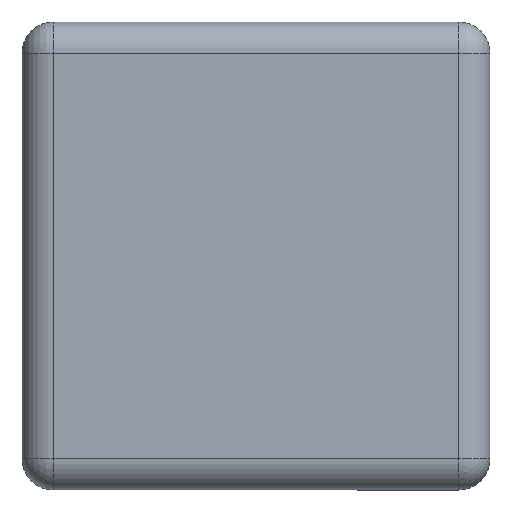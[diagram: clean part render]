
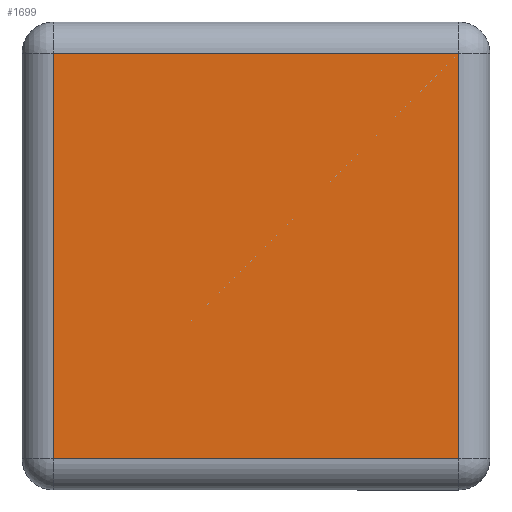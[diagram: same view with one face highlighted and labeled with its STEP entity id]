
A CAD part, left-side view. The second image highlights one B-rep face of the part: STEP entity #1699.
In plain terms, the highlighted planar face has unit normal (-1, 0, 0).
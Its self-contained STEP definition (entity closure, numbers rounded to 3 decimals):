
#35 = VECTOR ( 'NONE', #56, 1000. ) ;
#56 = DIRECTION ( 'NONE',  ( 0., -1., 0. ) ) ;
#141 = LINE ( 'NONE', #1052, #35 ) ;
#406 = CARTESIAN_POINT ( 'NONE',  ( -0.3, 0.13, -0.13 ) ) ;
#490 = VERTEX_POINT ( 'NONE', #1876 ) ;
#616 = ORIENTED_EDGE ( 'NONE', *, *, #1566, .T. ) ;
#660 = DIRECTION ( 'NONE',  ( 0., 0., -1. ) ) ;
#684 = VERTEX_POINT ( 'NONE', #1363 ) ;
#750 = LINE ( 'NONE', #2103, #2101 ) ;
#780 = EDGE_CURVE ( 'NONE', #2283, #684, #141, .T. ) ;
#795 = ORIENTED_EDGE ( 'NONE', *, *, #1539, .T. ) ;
#856 = PLANE ( 'NONE',  #1039 ) ;
#924 = DIRECTION ( 'NONE',  ( 0., 0., -1. ) ) ;
#996 = DIRECTION ( 'NONE',  ( 0., 0., 1. ) ) ;
#1039 = AXIS2_PLACEMENT_3D ( 'NONE', #1448, #1044, #660 ) ;
#1044 = DIRECTION ( 'NONE',  ( 1., 0., 0. ) ) ;
#1052 = CARTESIAN_POINT ( 'NONE',  ( -0.3, 0., -0.13 ) ) ;
#1068 = VECTOR ( 'NONE', #1472, 1000. ) ;
#1150 = ORIENTED_EDGE ( 'NONE', *, *, #1800, .T. ) ;
#1247 = LINE ( 'NONE', #1786, #2300 ) ;
#1345 = FACE_OUTER_BOUND ( 'NONE', #2317, .T. ) ;
#1363 = CARTESIAN_POINT ( 'NONE',  ( -0.3, -0.13, -0.13 ) ) ;
#1371 = CARTESIAN_POINT ( 'NONE',  ( -0.3, -0.13, 0.13 ) ) ;
#1448 = CARTESIAN_POINT ( 'NONE',  ( -0.3, 0., 0. ) ) ;
#1472 = DIRECTION ( 'NONE',  ( 0., 1., 0. ) ) ;
#1539 = EDGE_CURVE ( 'NONE', #2107, #490, #1809, .T. ) ;
#1566 = EDGE_CURVE ( 'NONE', #684, #2107, #1247, .T. ) ;
#1699 = ADVANCED_FACE ( 'NONE', ( #1345 ), #856, .F. ) ;
#1786 = CARTESIAN_POINT ( 'NONE',  ( -0.3, -0.13, 0. ) ) ;
#1800 = EDGE_CURVE ( 'NONE', #490, #2283, #750, .T. ) ;
#1809 = LINE ( 'NONE', #1863, #1068 ) ;
#1863 = CARTESIAN_POINT ( 'NONE',  ( -0.3, 0., 0.13 ) ) ;
#1876 = CARTESIAN_POINT ( 'NONE',  ( -0.3, 0.13, 0.13 ) ) ;
#2101 = VECTOR ( 'NONE', #924, 1000. ) ;
#2103 = CARTESIAN_POINT ( 'NONE',  ( -0.3, 0.13, 0. ) ) ;
#2107 = VERTEX_POINT ( 'NONE', #1371 ) ;
#2283 = VERTEX_POINT ( 'NONE', #406 ) ;
#2300 = VECTOR ( 'NONE', #996, 1000. ) ;
#2317 = EDGE_LOOP ( 'NONE', ( #795, #1150, #2397, #616 ) ) ;
#2397 = ORIENTED_EDGE ( 'NONE', *, *, #780, .T. ) ;
